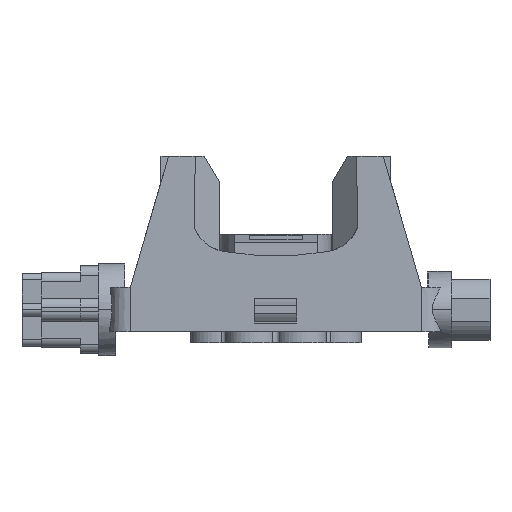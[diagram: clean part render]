
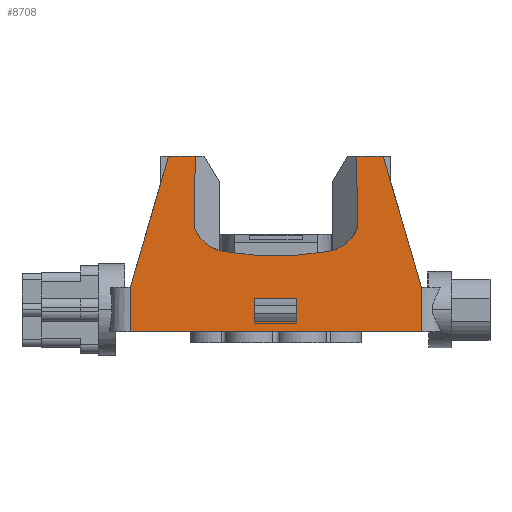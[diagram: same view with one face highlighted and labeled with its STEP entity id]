
A CAD part, front view. The second image highlights one B-rep face of the part: STEP entity #8708.
In plain terms, the highlighted planar face has unit normal (0, -1, 0.018).
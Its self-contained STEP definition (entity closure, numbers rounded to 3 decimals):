
#8541=AXIS2_PLACEMENT_3D('Plane Axis2P3D',#8538,#8539,#8540) ;
#1871=CARTESIAN_POINT('Vertex',(14.122,6.051,8.9)) ;
#2466=CARTESIAN_POINT('Vertex',(52.122,6.051,8.9)) ;
#2708=CARTESIAN_POINT('Vertex',(14.122,5.949,3.1)) ;
#2711=CARTESIAN_POINT('Line Origine',(14.122,6.,6.)) ;
#2790=CARTESIAN_POINT('Vertex',(52.122,5.949,3.1)) ;
#2793=CARTESIAN_POINT('Line Origine',(33.122,5.949,3.1)) ;
#6428=CARTESIAN_POINT('Line Origine',(16.622,6.2,17.45)) ;
#6432=CARTESIAN_POINT('Vertex',(19.122,6.349,26.)) ;
#8318=CARTESIAN_POINT('Vertex',(47.122,6.349,26.)) ;
#8321=CARTESIAN_POINT('Line Origine',(49.622,6.2,17.45)) ;
#8404=CARTESIAN_POINT('Line Origine',(52.122,6.,6.)) ;
#8538=CARTESIAN_POINT('Axis2P3D Location',(33.122,6.,6.)) ;
#8543=CARTESIAN_POINT('Line Origine',(33.122,6.349,26.)) ;
#8547=CARTESIAN_POINT('Vertex',(45.224,6.349,26.)) ;
#8550=CARTESIAN_POINT('Line Origine',(33.122,6.349,26.)) ;
#8554=CARTESIAN_POINT('Vertex',(44.22,6.349,26.)) ;
#8557=CARTESIAN_POINT('Line Origine',(33.122,6.349,26.)) ;
#8561=CARTESIAN_POINT('Vertex',(43.633,6.349,26.)) ;
#8565=CARTESIAN_POINT('Control Point',(43.8,6.188,16.788)) ;
#8566=CARTESIAN_POINT('Control Point',(43.633,6.349,26.)) ;
#8567=CARTESIAN_POINT('Vertex',(43.8,6.188,16.788)) ;
#8571=CARTESIAN_POINT('Control Point',(43.8,6.188,16.788)) ;
#8572=CARTESIAN_POINT('Control Point',(43.352,6.167,15.562)) ;
#8573=CARTESIAN_POINT('Control Point',(42.473,6.148,14.49)) ;
#8574=CARTESIAN_POINT('Control Point',(41.261,6.136,13.815)) ;
#8575=CARTESIAN_POINT('Control Point',(39.975,6.133,13.592)) ;
#8576=CARTESIAN_POINT('Vertex',(39.975,6.133,13.592)) ;
#8580=CARTESIAN_POINT('Control Point',(39.975,6.133,13.592)) ;
#8581=CARTESIAN_POINT('Control Point',(36.583,6.122,13.001)) ;
#8582=CARTESIAN_POINT('Control Point',(33.122,6.119,12.801)) ;
#8583=CARTESIAN_POINT('Control Point',(29.661,6.122,13.001)) ;
#8584=CARTESIAN_POINT('Control Point',(26.268,6.133,13.592)) ;
#8585=CARTESIAN_POINT('Vertex',(26.268,6.133,13.592)) ;
#8589=CARTESIAN_POINT('Control Point',(26.268,6.133,13.592)) ;
#8590=CARTESIAN_POINT('Control Point',(24.982,6.136,13.815)) ;
#8591=CARTESIAN_POINT('Control Point',(23.771,6.148,14.49)) ;
#8592=CARTESIAN_POINT('Control Point',(22.892,6.167,15.562)) ;
#8593=CARTESIAN_POINT('Control Point',(22.443,6.188,16.788)) ;
#8594=CARTESIAN_POINT('Vertex',(22.443,6.188,16.788)) ;
#8598=CARTESIAN_POINT('Control Point',(22.443,6.188,16.788)) ;
#8599=CARTESIAN_POINT('Control Point',(22.611,6.349,26.)) ;
#8600=CARTESIAN_POINT('Vertex',(22.611,6.349,26.)) ;
#8603=CARTESIAN_POINT('Line Origine',(33.122,6.349,26.)) ;
#8607=CARTESIAN_POINT('Vertex',(22.024,6.349,26.)) ;
#8610=CARTESIAN_POINT('Line Origine',(33.122,6.349,26.)) ;
#8614=CARTESIAN_POINT('Vertex',(21.02,6.349,26.)) ;
#8617=CARTESIAN_POINT('Line Origine',(33.122,6.349,26.)) ;
#8640=CARTESIAN_POINT('Line Origine',(33.122,5.974,4.5)) ;
#8644=CARTESIAN_POINT('Vertex',(30.372,5.974,4.5)) ;
#8646=CARTESIAN_POINT('Vertex',(35.872,5.974,4.5)) ;
#8649=CARTESIAN_POINT('Line Origine',(30.372,6.149,14.55)) ;
#8653=CARTESIAN_POINT('Vertex',(30.372,6.026,7.5)) ;
#8656=CARTESIAN_POINT('Line Origine',(33.122,6.026,7.5)) ;
#8660=CARTESIAN_POINT('Vertex',(35.872,6.026,7.5)) ;
#8663=CARTESIAN_POINT('Line Origine',(35.872,6.149,14.55)) ;
#8674=CARTESIAN_POINT('Line Origine',(33.122,5.969,4.211)) ;
#8678=CARTESIAN_POINT('Vertex',(35.872,5.969,4.211)) ;
#8680=CARTESIAN_POINT('Vertex',(30.372,5.969,4.211)) ;
#8683=CARTESIAN_POINT('Line Origine',(35.872,6.149,14.55)) ;
#8687=CARTESIAN_POINT('Vertex',(35.872,5.968,4.191)) ;
#8690=CARTESIAN_POINT('Line Origine',(33.122,5.968,4.191)) ;
#8694=CARTESIAN_POINT('Vertex',(30.372,5.968,4.191)) ;
#8697=CARTESIAN_POINT('Line Origine',(30.372,6.149,14.55)) ;
#2712=DIRECTION('Vector Direction',(0.,-0.017,-1.)) ;
#2794=DIRECTION('Vector Direction',(1.,0.,0.)) ;
#6429=DIRECTION('Vector Direction',(0.281,0.017,0.96)) ;
#8322=DIRECTION('Vector Direction',(-0.281,0.017,0.96)) ;
#8405=DIRECTION('Vector Direction',(0.,-0.017,-1.)) ;
#8539=DIRECTION('Axis2P3D Direction',(0.,1.,-0.017)) ;
#8540=DIRECTION('Axis2P3D XDirection',(1.,0.,0.)) ;
#8544=DIRECTION('Vector Direction',(1.,0.,0.)) ;
#8551=DIRECTION('Vector Direction',(1.,0.,0.)) ;
#8558=DIRECTION('Vector Direction',(1.,0.,0.)) ;
#8604=DIRECTION('Vector Direction',(1.,0.,0.)) ;
#8611=DIRECTION('Vector Direction',(1.,0.,0.)) ;
#8618=DIRECTION('Vector Direction',(1.,0.,0.)) ;
#8641=DIRECTION('Vector Direction',(1.,0.,0.)) ;
#8650=DIRECTION('Vector Direction',(0.,-0.017,-1.)) ;
#8657=DIRECTION('Vector Direction',(1.,0.,0.)) ;
#8664=DIRECTION('Vector Direction',(0.,-0.017,-1.)) ;
#8675=DIRECTION('Vector Direction',(1.,0.,0.)) ;
#8684=DIRECTION('Vector Direction',(0.,-0.017,-1.)) ;
#8691=DIRECTION('Vector Direction',(1.,0.,0.)) ;
#8698=DIRECTION('Vector Direction',(0.,-0.017,-1.)) ;
#2713=VECTOR('Line Direction',#2712,1.) ;
#2795=VECTOR('Line Direction',#2794,1.) ;
#6430=VECTOR('Line Direction',#6429,1.) ;
#8323=VECTOR('Line Direction',#8322,1.) ;
#8406=VECTOR('Line Direction',#8405,1.) ;
#8545=VECTOR('Line Direction',#8544,1.) ;
#8552=VECTOR('Line Direction',#8551,1.) ;
#8559=VECTOR('Line Direction',#8558,1.) ;
#8605=VECTOR('Line Direction',#8604,1.) ;
#8612=VECTOR('Line Direction',#8611,1.) ;
#8619=VECTOR('Line Direction',#8618,1.) ;
#8642=VECTOR('Line Direction',#8641,1.) ;
#8651=VECTOR('Line Direction',#8650,1.) ;
#8658=VECTOR('Line Direction',#8657,1.) ;
#8665=VECTOR('Line Direction',#8664,1.) ;
#8676=VECTOR('Line Direction',#8675,1.) ;
#8685=VECTOR('Line Direction',#8684,1.) ;
#8692=VECTOR('Line Direction',#8691,1.) ;
#8699=VECTOR('Line Direction',#8698,1.) ;
#8623=ORIENTED_EDGE('',*,*,#8549,.F.) ;
#8624=ORIENTED_EDGE('',*,*,#8556,.F.) ;
#8625=ORIENTED_EDGE('',*,*,#8563,.F.) ;
#8626=ORIENTED_EDGE('',*,*,#8569,.F.) ;
#8627=ORIENTED_EDGE('',*,*,#8578,.F.) ;
#8628=ORIENTED_EDGE('',*,*,#8587,.F.) ;
#8629=ORIENTED_EDGE('',*,*,#8596,.F.) ;
#8630=ORIENTED_EDGE('',*,*,#8602,.F.) ;
#8631=ORIENTED_EDGE('',*,*,#8609,.F.) ;
#8632=ORIENTED_EDGE('',*,*,#8616,.F.) ;
#8633=ORIENTED_EDGE('',*,*,#8621,.F.) ;
#8634=ORIENTED_EDGE('',*,*,#6434,.F.) ;
#8635=ORIENTED_EDGE('',*,*,#2715,.F.) ;
#8636=ORIENTED_EDGE('',*,*,#2797,.F.) ;
#8637=ORIENTED_EDGE('',*,*,#8408,.T.) ;
#8638=ORIENTED_EDGE('',*,*,#8325,.F.) ;
#8669=ORIENTED_EDGE('',*,*,#8648,.F.) ;
#8670=ORIENTED_EDGE('',*,*,#8655,.F.) ;
#8671=ORIENTED_EDGE('',*,*,#8662,.F.) ;
#8672=ORIENTED_EDGE('',*,*,#8667,.T.) ;
#8703=ORIENTED_EDGE('',*,*,#8682,.F.) ;
#8704=ORIENTED_EDGE('',*,*,#8689,.T.) ;
#8705=ORIENTED_EDGE('',*,*,#8696,.T.) ;
#8706=ORIENTED_EDGE('',*,*,#8701,.F.) ;
#8673=FACE_BOUND('',#8668,.T.) ;
#8707=FACE_BOUND('',#8702,.T.) ;
#8708=ADVANCED_FACE('Hauptkoerper',(#8639,#8673,#8707),#8542,.F.) ;
#8564=B_SPLINE_CURVE_WITH_KNOTS('',1,(#8565,#8566),.UNSPECIFIED.,.F.,.U.,(2,2),(-3.069,6.146),.UNSPECIFIED.) ;
#8570=B_SPLINE_CURVE_WITH_KNOTS('',4,(#8571,#8572,#8573,#8574,#8575),.UNSPECIFIED.,.F.,.U.,(5,5),(0.,7.383),.UNSPECIFIED.) ;
#8579=B_SPLINE_CURVE_WITH_KNOTS('',4,(#8580,#8581,#8582,#8583,#8584),.UNSPECIFIED.,.F.,.U.,(5,5),(0.,19.481),.UNSPECIFIED.) ;
#8588=B_SPLINE_CURVE_WITH_KNOTS('',4,(#8589,#8590,#8591,#8592,#8593),.UNSPECIFIED.,.F.,.U.,(5,5),(0.,7.383),.UNSPECIFIED.) ;
#8597=B_SPLINE_CURVE_WITH_KNOTS('',1,(#8598,#8599),.UNSPECIFIED.,.F.,.U.,(2,2),(-4.608,4.608),.UNSPECIFIED.) ;
#2715=EDGE_CURVE('',#2709,#1872,#2714,.F.) ;
#2797=EDGE_CURVE('',#2791,#2709,#2796,.F.) ;
#6434=EDGE_CURVE('',#1872,#6433,#6431,.T.) ;
#8325=EDGE_CURVE('',#8319,#2467,#8324,.F.) ;
#8408=EDGE_CURVE('',#2791,#2467,#8407,.F.) ;
#8549=EDGE_CURVE('',#8548,#8319,#8546,.T.) ;
#8556=EDGE_CURVE('',#8555,#8548,#8553,.T.) ;
#8563=EDGE_CURVE('',#8562,#8555,#8560,.T.) ;
#8569=EDGE_CURVE('',#8568,#8562,#8564,.T.) ;
#8578=EDGE_CURVE('',#8577,#8568,#8570,.F.) ;
#8587=EDGE_CURVE('',#8586,#8577,#8579,.F.) ;
#8596=EDGE_CURVE('',#8595,#8586,#8588,.F.) ;
#8602=EDGE_CURVE('',#8601,#8595,#8597,.F.) ;
#8609=EDGE_CURVE('',#8608,#8601,#8606,.T.) ;
#8616=EDGE_CURVE('',#8615,#8608,#8613,.T.) ;
#8621=EDGE_CURVE('',#6433,#8615,#8620,.T.) ;
#8648=EDGE_CURVE('',#8645,#8647,#8643,.T.) ;
#8655=EDGE_CURVE('',#8654,#8645,#8652,.T.) ;
#8662=EDGE_CURVE('',#8661,#8654,#8659,.F.) ;
#8667=EDGE_CURVE('',#8661,#8647,#8666,.T.) ;
#8682=EDGE_CURVE('',#8679,#8681,#8677,.F.) ;
#8689=EDGE_CURVE('',#8679,#8688,#8686,.T.) ;
#8696=EDGE_CURVE('',#8688,#8695,#8693,.F.) ;
#8701=EDGE_CURVE('',#8681,#8695,#8700,.T.) ;
#8622=EDGE_LOOP('',(#8623,#8624,#8625,#8626,#8627,#8628,#8629,#8630,#8631,#8632,#8633,#8634,#8635,#8636,#8637,#8638)) ;
#8668=EDGE_LOOP('',(#8669,#8670,#8671,#8672)) ;
#8702=EDGE_LOOP('',(#8703,#8704,#8705,#8706)) ;
#8639=FACE_OUTER_BOUND('',#8622,.T.) ;
#2714=LINE('Line',#2711,#2713) ;
#2796=LINE('Line',#2793,#2795) ;
#6431=LINE('Line',#6428,#6430) ;
#8324=LINE('Line',#8321,#8323) ;
#8407=LINE('Line',#8404,#8406) ;
#8546=LINE('Line',#8543,#8545) ;
#8553=LINE('Line',#8550,#8552) ;
#8560=LINE('Line',#8557,#8559) ;
#8606=LINE('Line',#8603,#8605) ;
#8613=LINE('Line',#8610,#8612) ;
#8620=LINE('Line',#8617,#8619) ;
#8643=LINE('Line',#8640,#8642) ;
#8652=LINE('Line',#8649,#8651) ;
#8659=LINE('Line',#8656,#8658) ;
#8666=LINE('Line',#8663,#8665) ;
#8677=LINE('Line',#8674,#8676) ;
#8686=LINE('Line',#8683,#8685) ;
#8693=LINE('Line',#8690,#8692) ;
#8700=LINE('Line',#8697,#8699) ;
#8542=PLANE('',#8541) ;
#1872=VERTEX_POINT('',#1871) ;
#2467=VERTEX_POINT('',#2466) ;
#2709=VERTEX_POINT('',#2708) ;
#2791=VERTEX_POINT('',#2790) ;
#6433=VERTEX_POINT('',#6432) ;
#8319=VERTEX_POINT('',#8318) ;
#8548=VERTEX_POINT('',#8547) ;
#8555=VERTEX_POINT('',#8554) ;
#8562=VERTEX_POINT('',#8561) ;
#8568=VERTEX_POINT('',#8567) ;
#8577=VERTEX_POINT('',#8576) ;
#8586=VERTEX_POINT('',#8585) ;
#8595=VERTEX_POINT('',#8594) ;
#8601=VERTEX_POINT('',#8600) ;
#8608=VERTEX_POINT('',#8607) ;
#8615=VERTEX_POINT('',#8614) ;
#8645=VERTEX_POINT('',#8644) ;
#8647=VERTEX_POINT('',#8646) ;
#8654=VERTEX_POINT('',#8653) ;
#8661=VERTEX_POINT('',#8660) ;
#8679=VERTEX_POINT('',#8678) ;
#8681=VERTEX_POINT('',#8680) ;
#8688=VERTEX_POINT('',#8687) ;
#8695=VERTEX_POINT('',#8694) ;
